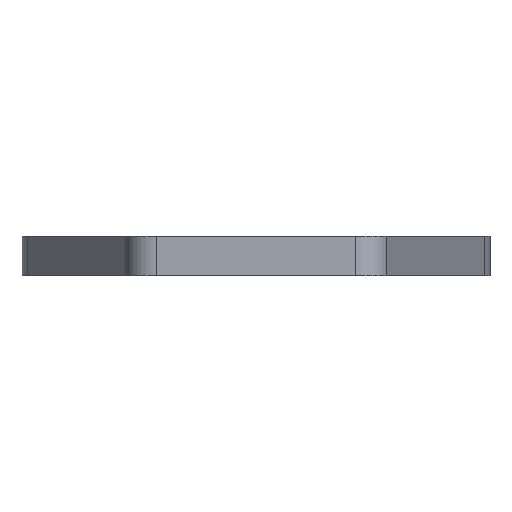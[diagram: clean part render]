
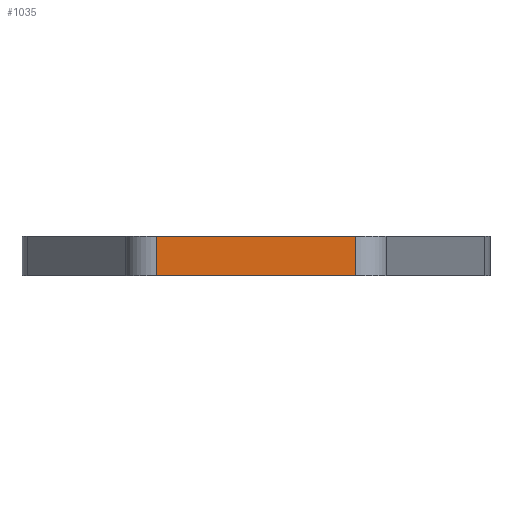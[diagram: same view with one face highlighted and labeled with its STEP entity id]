
A CAD part, front view. The second image highlights one B-rep face of the part: STEP entity #1035.
In plain terms, the highlighted planar face has unit normal (0, -1, 0).
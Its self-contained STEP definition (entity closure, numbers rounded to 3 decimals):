
#44 = VECTOR ( 'NONE', #1030, 1000. ) ;
#50 = CARTESIAN_POINT ( 'NONE',  ( -40., -170., 0. ) ) ;
#65 = VERTEX_POINT ( 'NONE', #2437 ) ;
#79 = DIRECTION ( 'NONE',  ( 1., 0., 0. ) ) ;
#104 = EDGE_CURVE ( 'NONE', #1335, #376, #1814, .T. ) ;
#289 = CARTESIAN_POINT ( 'NONE',  ( 31.93, -170., 0. ) ) ;
#323 = DIRECTION ( 'NONE',  ( 0., 1., 0. ) ) ;
#330 = CARTESIAN_POINT ( 'NONE',  ( -40., -170., 12.7 ) ) ;
#376 = VERTEX_POINT ( 'NONE', #2446 ) ;
#582 = VECTOR ( 'NONE', #1795, 1000. ) ;
#587 = EDGE_CURVE ( 'NONE', #731, #376, #1304, .T. ) ;
#638 = ORIENTED_EDGE ( 'NONE', *, *, #2408, .T. ) ;
#731 = VERTEX_POINT ( 'NONE', #289 ) ;
#818 = DIRECTION ( 'NONE',  ( 1., 0., 0. ) ) ;
#856 = CARTESIAN_POINT ( 'NONE',  ( 31.93, -170., 12.7 ) ) ;
#1030 = DIRECTION ( 'NONE',  ( 0., 0., 1. ) ) ;
#1035 = ADVANCED_FACE ( 'NONE', ( #1418 ), #2294, .F. ) ;
#1135 = LINE ( 'NONE', #2475, #582 ) ;
#1151 = DIRECTION ( 'NONE',  ( 0., 0., 1. ) ) ;
#1157 = AXIS2_PLACEMENT_3D ( 'NONE', #1227, #323, #1151 ) ;
#1205 = ORIENTED_EDGE ( 'NONE', *, *, #587, .T. ) ;
#1227 = CARTESIAN_POINT ( 'NONE',  ( -40., -170., 12.7 ) ) ;
#1251 = VECTOR ( 'NONE', #818, 1000. ) ;
#1304 = LINE ( 'NONE', #856, #44 ) ;
#1335 = VERTEX_POINT ( 'NONE', #1925 ) ;
#1374 = EDGE_CURVE ( 'NONE', #1335, #65, #1135, .T. ) ;
#1418 = FACE_OUTER_BOUND ( 'NONE', #1558, .T. ) ;
#1558 = EDGE_LOOP ( 'NONE', ( #1758, #2123, #638, #1205 ) ) ;
#1620 = LINE ( 'NONE', #50, #2440 ) ;
#1758 = ORIENTED_EDGE ( 'NONE', *, *, #104, .F. ) ;
#1795 = DIRECTION ( 'NONE',  ( 0., 0., -1. ) ) ;
#1814 = LINE ( 'NONE', #330, #1251 ) ;
#1925 = CARTESIAN_POINT ( 'NONE',  ( -31.93, -170., 12.7 ) ) ;
#2123 = ORIENTED_EDGE ( 'NONE', *, *, #1374, .T. ) ;
#2294 = PLANE ( 'NONE',  #1157 ) ;
#2408 = EDGE_CURVE ( 'NONE', #65, #731, #1620, .T. ) ;
#2437 = CARTESIAN_POINT ( 'NONE',  ( -31.93, -170., 0. ) ) ;
#2440 = VECTOR ( 'NONE', #79, 1000. ) ;
#2446 = CARTESIAN_POINT ( 'NONE',  ( 31.93, -170., 12.7 ) ) ;
#2475 = CARTESIAN_POINT ( 'NONE',  ( -31.93, -170., 12.7 ) ) ;
